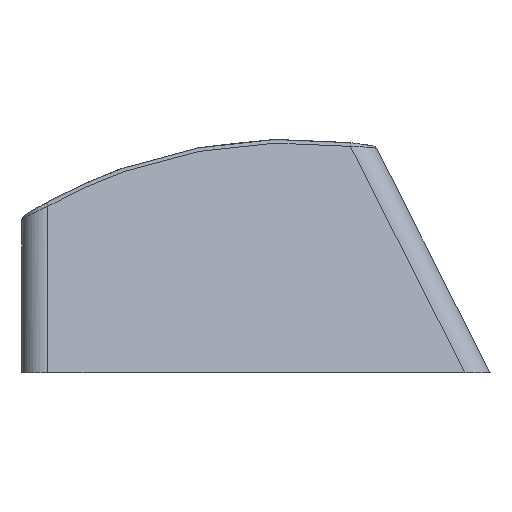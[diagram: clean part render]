
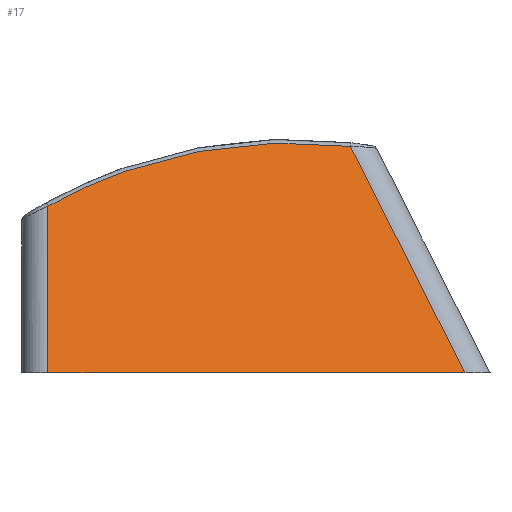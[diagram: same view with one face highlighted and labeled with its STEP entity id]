
A CAD part, left-side view. The second image highlights one B-rep face of the part: STEP entity #17.
In plain terms, the highlighted planar face has unit normal (-0.956, 0, 0.295).
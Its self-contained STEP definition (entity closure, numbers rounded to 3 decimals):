
#17 = ADVANCED_FACE('',(#18),#75,.T.);
#18 = FACE_BOUND('',#19,.T.);
#19 = EDGE_LOOP('',(#20,#30,#61,#69));
#20 = ORIENTED_EDGE('',*,*,#21,.T.);
#21 = EDGE_CURVE('',#22,#24,#26,.T.);
#22 = VERTEX_POINT('',#23);
#23 = CARTESIAN_POINT('',(-85.225,-8.053,0.));
#24 = VERTEX_POINT('',#25);
#25 = CARTESIAN_POINT('',(-82.535,-3.643,8.724
    ));
#26 = LINE('',#27,#28);
#27 = CARTESIAN_POINT('',(-85.337,-8.237,
    -0.364));
#28 = VECTOR('',#29,1.);
#29 = DIRECTION('',(0.265,0.435,0.86));
#30 = ORIENTED_EDGE('',*,*,#31,.T.);
#31 = EDGE_CURVE('',#24,#32,#34,.T.);
#32 = VERTEX_POINT('',#33);
#33 = CARTESIAN_POINT('',(-83.246,8.025,6.419));
#34 = ( BOUNDED_CURVE() B_SPLINE_CURVE(9,(#35,#36,#37,#38,#39,#40,#41,
    #42,#43,#44,#45,#46,#47,#48,#49,#50,#51,#52,#53,#54,#55,#56,#57,#58,
#59,#60),.UNSPECIFIED.,.F.,.F.) B_SPLINE_CURVE_WITH_KNOTS((10,8,8,10),(
    523.202,523.263,535.091,535.139),
.UNSPECIFIED.) CURVE() GEOMETRIC_REPRESENTATION_ITEM() 
RATIONAL_B_SPLINE_CURVE((1.,1.,1.,1.,1.,1.,1.,1.,1.,1.,1.,1.,1.,1.,1.,1.
,1.,1.,1.,1.,1.,1.,1.,1.,1.,1.)) REPRESENTATION_ITEM('') );
#35 = CARTESIAN_POINT('',(-82.535,-3.643,8.724
    ));
#36 = CARTESIAN_POINT('',(-82.535,-3.636,8.725
    ));
#37 = CARTESIAN_POINT('',(-82.535,-3.629,8.726
    ));
#38 = CARTESIAN_POINT('',(-82.534,-3.622,8.726)
  );
#39 = CARTESIAN_POINT('',(-82.534,-3.615,8.727
    ));
#40 = CARTESIAN_POINT('',(-82.534,-3.608,8.728
    ));
#41 = CARTESIAN_POINT('',(-82.534,-3.602,8.729
    ));
#42 = CARTESIAN_POINT('',(-82.533,-3.595,8.73)
  );
#43 = CARTESIAN_POINT('',(-82.533,-3.588,8.73
    ));
#44 = CARTESIAN_POINT('',(-82.487,-2.281,8.882
    ));
#45 = CARTESIAN_POINT('',(-82.47,-0.954,8.935
    ));
#46 = CARTESIAN_POINT('',(-82.486,0.391,8.885)
  );
#47 = CARTESIAN_POINT('',(-82.534,1.737,8.728)
  );
#48 = CARTESIAN_POINT('',(-82.615,3.073,8.463)
  );
#49 = CARTESIAN_POINT('',(-82.729,4.376,8.095)
  );
#50 = CARTESIAN_POINT('',(-82.873,5.636,7.629)
  );
#51 = CARTESIAN_POINT('',(-83.043,6.84,7.076)
  );
#52 = CARTESIAN_POINT('',(-83.239,7.987,6.44)
  );
#53 = CARTESIAN_POINT('',(-83.24,7.992,6.437)
  );
#54 = CARTESIAN_POINT('',(-83.241,7.997,6.435)
  );
#55 = CARTESIAN_POINT('',(-83.242,8.001,6.432)
  );
#56 = CARTESIAN_POINT('',(-83.243,8.006,6.429)
  );
#57 = CARTESIAN_POINT('',(-83.243,8.011,6.427)
  );
#58 = CARTESIAN_POINT('',(-83.244,8.016,6.424)
  );
#59 = CARTESIAN_POINT('',(-83.245,8.02,6.422)
  );
#60 = CARTESIAN_POINT('',(-83.246,8.025,6.419));
#61 = ORIENTED_EDGE('',*,*,#62,.F.);
#62 = EDGE_CURVE('',#63,#32,#65,.T.);
#63 = VERTEX_POINT('',#64);
#64 = CARTESIAN_POINT('',(-85.225,8.025,0.));
#65 = LINE('',#66,#67);
#66 = CARTESIAN_POINT('',(-85.225,8.025,0.));
#67 = VECTOR('',#68,1.);
#68 = DIRECTION('',(0.295,0.,0.956));
#69 = ORIENTED_EDGE('',*,*,#70,.T.);
#70 = EDGE_CURVE('',#63,#22,#71,.T.);
#71 = LINE('',#72,#73);
#72 = CARTESIAN_POINT('',(-85.225,5.,0.));
#73 = VECTOR('',#74,1.);
#74 = DIRECTION('',(0.,-1.,0.));
#75 = PLANE('',#76);
#76 = AXIS2_PLACEMENT_3D('',#77,#78,#79);
#77 = CARTESIAN_POINT('',(-89.079,10.,-12.5));
#78 = DIRECTION('',(-0.956,0.,0.295));
#79 = DIRECTION('',(0.295,0.,0.956));
